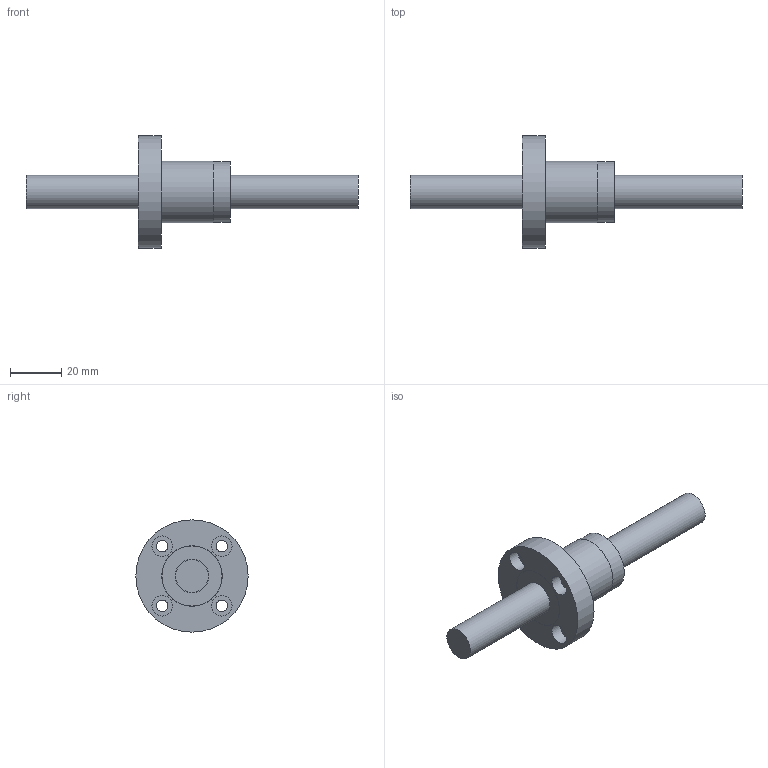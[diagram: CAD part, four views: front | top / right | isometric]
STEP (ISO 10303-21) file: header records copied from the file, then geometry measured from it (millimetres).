
FILE_DESCRIPTION(/* description */ (''),/* implementation_level */ '2;1');
FILE_NAME(/* name */ 'SLF13.stp',/* time_stamp */ '2011-07-11T16:16:51+08:00',/* author */ (''),/* organization */ (''),/* preprocessor_version */ 'ST-DEVELOPER v11',/* originating_system */ 'SIEMENS UGS NX 6.0',/* authorisation */ '');
FILE_SCHEMA (('CONFIG_CONTROL_DESIGN'));
Length unit declared in the file: millimetre
Products named in the file (1): 3.969
Bounding box: 130 x 44 x 44 mm (x, y, z)
Volume: 36891.1 mm3; surface area: 15834 mm2
Topology: 4 solids, 4 shells, 31 faces, 56 edges, 39 vertices
Faces by surface type: cylinder 17, plane 14
Full cylindrical faces by diameter (mm): 4.5 x4, 8 x4, 13 x1, 13.15 x1, 13.2 x2, 23.5 x2, 23.7 x1, 24 x1, 44 x1
Entity records: 762 total; most frequent: DIRECTION 132, CARTESIAN_POINT 100, EDGE_LOOP 68, ORIENTED_EDGE 68, FACE_BOUND 66, AXIS2_PLACEMENT_3D 66, VERTEX_POINT 34, EDGE_CURVE 34
